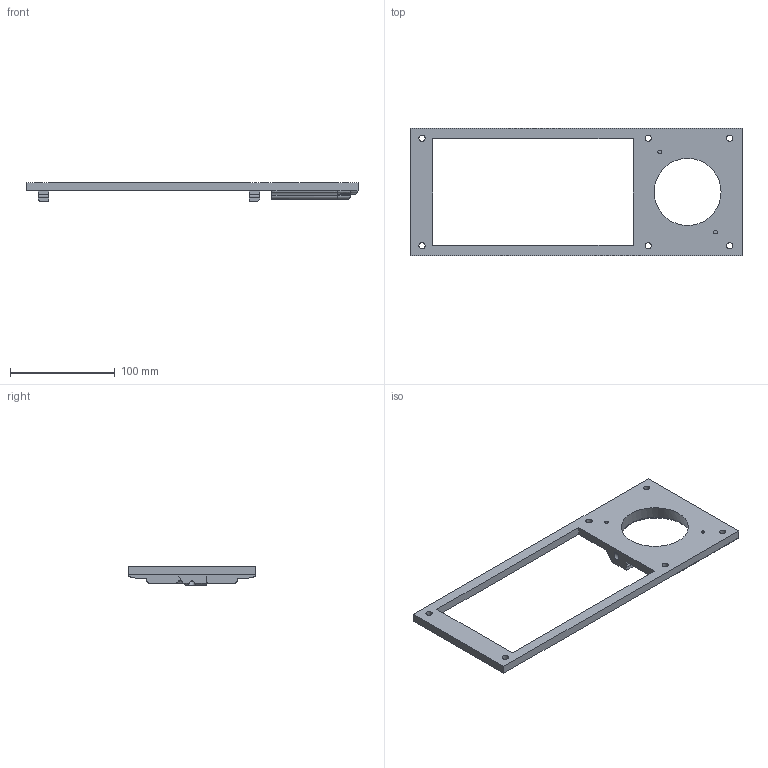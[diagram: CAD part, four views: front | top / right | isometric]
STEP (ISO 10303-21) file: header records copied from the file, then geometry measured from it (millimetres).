
FILE_DESCRIPTION(('FreeCAD Model'),'2;1');
FILE_NAME('Open CASCADE Shape Model','2025-01-07T15:36:46',(''),(''), 'Open CASCADE STEP processor 7.6','FreeCAD','Unknown');
FILE_SCHEMA(('AUTOMOTIVE_DESIGN { 1 0 10303 214 1 1 1 1 }'));
Length unit declared in the file: millimetre
Products named in the file (1): BaseFrame
Bounding box: 317 x 122 x 18 mm (x, y, z)
Volume: 159917.7 mm3; surface area: 50450.6 mm2
Topology: 1 solids, 1 shells, 71 faces, 193 edges, 123 vertices
Faces by surface type: plane 38, cylinder 19, extrusion 11, bspline 3
Full cylindrical faces by diameter (mm): 3.5 x2, 6 x8, 15 x2
Entity records: 10410 total; most frequent: CARTESIAN_POINT 6696, DIRECTION 613, VECTOR 393, ORIENTED_EDGE 386, PCURVE 386, DEFINITIONAL_REPRESENTATION 386, LINE 382, EDGE_CURVE 193
